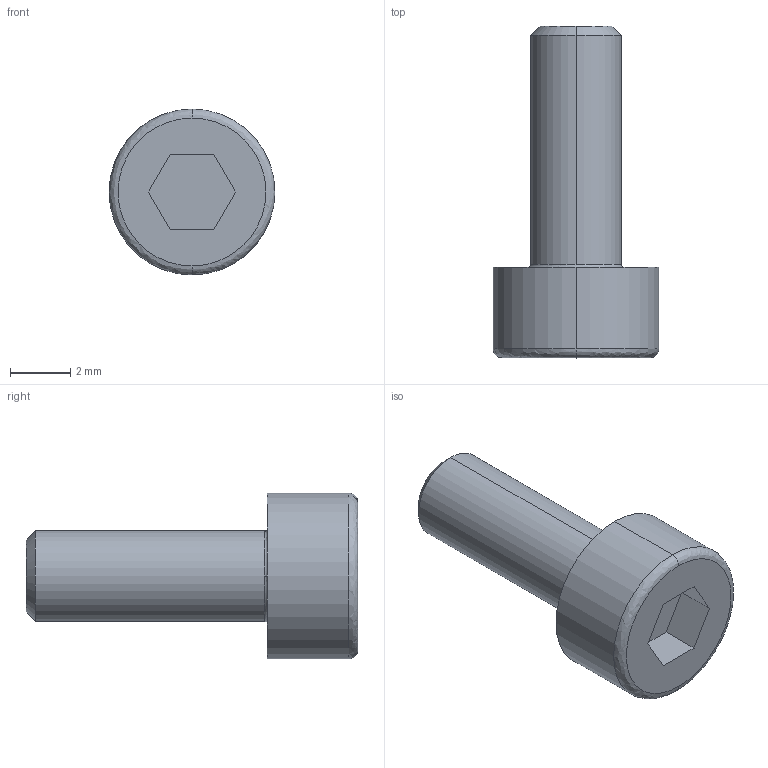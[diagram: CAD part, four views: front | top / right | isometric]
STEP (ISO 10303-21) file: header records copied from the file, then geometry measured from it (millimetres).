
FILE_DESCRIPTION (( 'STEP AP203' ), '1' );
FILE_NAME ('402150305_c_1.STEP', '2023-05-04T05:07:45', ( '' ), ( '' ), 'SwSTEP 2.0', 'SolidWorks 2014', '' );
FILE_SCHEMA (( 'CONFIG_CONTROL_DESIGN' ));
Length unit declared in the file: millimetre
Products named in the file (1): 402150305_c_1
Bounding box: 5.5 x 11 x 5.5 mm (x, y, z)
Volume: 120.1 mm3; surface area: 181.5 mm2
Topology: 1 solids, 1 shells, 20 faces, 45 edges, 29 vertices
Faces by surface type: plane 10, bspline 4, cylinder 4, cone 2
Entity records: 762 total; most frequent: CARTESIAN_POINT 248, ORIENTED_EDGE 90, DIRECTION 90, EDGE_CURVE 45, AXIS2_PLACEMENT_3D 33, VERTEX_POINT 29, VECTOR 24, LINE 24
